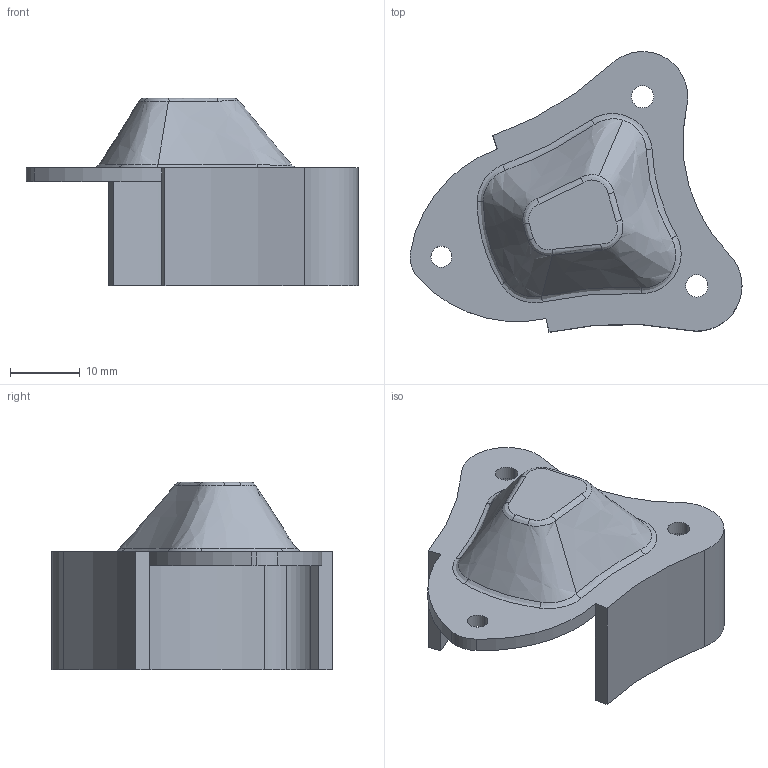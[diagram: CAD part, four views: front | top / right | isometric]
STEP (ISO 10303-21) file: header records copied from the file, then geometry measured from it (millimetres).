
FILE_DESCRIPTION (( 'STEP AP214' ), '1' );
FILE_NAME ('Arm Bumper + Feet.STEP', '2023-07-28T09:50:08', ( '' ), ( '' ), 'SwSTEP 2.0', 'SolidWorks 2021', '' );
FILE_SCHEMA (( 'AUTOMOTIVE_DESIGN' ));
Length unit declared in the file: millimetre
Products named in the file (1): Arm Bumper + Feet
Bounding box: 47.72 x 40.31 x 27 mm (x, y, z)
Volume: 5770.8 mm3; surface area: 6387.4 mm2
Topology: 1 solids, 1 shells, 68 faces, 203 edges, 139 vertices
Faces by surface type: cylinder 33, bspline 28, plane 7
Entity records: 5323 total; most frequent: CARTESIAN_POINT 3624, ORIENTED_EDGE 406, DIRECTION 284, EDGE_CURVE 203, VERTEX_POINT 139, AXIS2_PLACEMENT_3D 122, B_SPLINE_CURVE_WITH_KNOTS 82, CIRCLE 81
